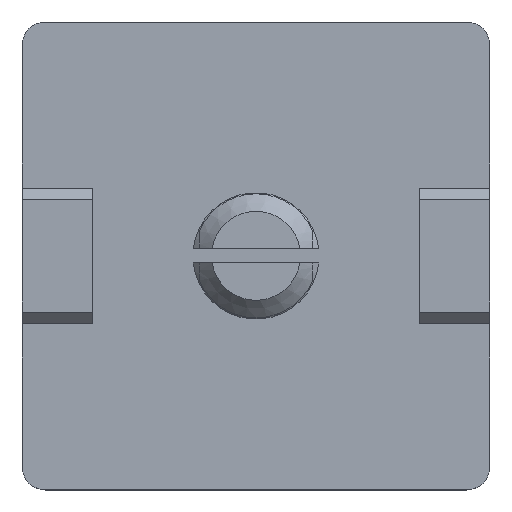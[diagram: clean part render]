
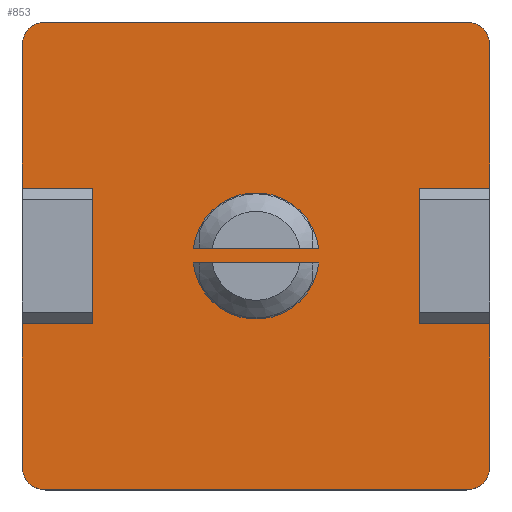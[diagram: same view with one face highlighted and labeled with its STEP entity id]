
A CAD part, top view. The second image highlights one B-rep face of the part: STEP entity #853.
In plain terms, the highlighted planar face has unit normal (0, 0, 1).
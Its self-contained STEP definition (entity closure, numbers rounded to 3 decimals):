
#15=FACE_BOUND('',#142,.T.);
#16=FACE_BOUND('',#143,.T.);
#41=CIRCLE('',#912,1.);
#42=CIRCLE('',#915,1.);
#43=CIRCLE('',#932,1.);
#44=CIRCLE('',#933,1.);
#45=CIRCLE('',#934,2.7);
#46=CIRCLE('',#935,2.7);
#93=FACE_OUTER_BOUND('',#141,.T.);
#141=EDGE_LOOP('',(#701,#702,#703,#704,#705,#706,#707,#708,#709,#710,#711,
#712,#713,#714,#715,#716));
#142=EDGE_LOOP('',(#717,#718));
#143=EDGE_LOOP('',(#719,#720));
#204=LINE('',#1316,#284);
#210=LINE('',#1327,#290);
#213=LINE('',#1335,#293);
#220=LINE('',#1351,#300);
#229=LINE('',#1370,#309);
#232=LINE('',#1375,#312);
#236=LINE('',#1383,#316);
#242=LINE('',#1394,#322);
#243=LINE('',#1396,#323);
#244=LINE('',#1398,#324);
#245=LINE('',#1400,#325);
#247=LINE('',#1407,#327);
#248=LINE('',#1410,#328);
#249=LINE('',#1415,#329);
#284=VECTOR('',#1048,10.);
#290=VECTOR('',#1054,10.);
#293=VECTOR('',#1063,10.);
#300=VECTOR('',#1076,10.);
#309=VECTOR('',#1093,10.);
#312=VECTOR('',#1098,10.);
#316=VECTOR('',#1102,10.);
#322=VECTOR('',#1112,10.);
#323=VECTOR('',#1115,10.);
#324=VECTOR('',#1118,10.);
#325=VECTOR('',#1121,10.);
#327=VECTOR('',#1131,10.);
#328=VECTOR('',#1132,10.);
#329=VECTOR('',#1137,10.);
#373=VERTEX_POINT('',#1307);
#374=VERTEX_POINT('',#1309);
#375=VERTEX_POINT('',#1313);
#376=VERTEX_POINT('',#1315);
#381=VERTEX_POINT('',#1325);
#382=VERTEX_POINT('',#1329);
#383=VERTEX_POINT('',#1333);
#388=VERTEX_POINT('',#1348);
#389=VERTEX_POINT('',#1350);
#394=VERTEX_POINT('',#1367);
#395=VERTEX_POINT('',#1369);
#396=VERTEX_POINT('',#1373);
#399=VERTEX_POINT('',#1380);
#400=VERTEX_POINT('',#1382);
#403=VERTEX_POINT('',#1392);
#404=VERTEX_POINT('',#1405);
#405=VERTEX_POINT('',#1408);
#406=VERTEX_POINT('',#1409);
#407=VERTEX_POINT('',#1412);
#408=VERTEX_POINT('',#1413);
#468=EDGE_CURVE('',#373,#374,#41,.T.);
#471=EDGE_CURVE('',#376,#375,#204,.T.);
#477=EDGE_CURVE('',#373,#381,#210,.T.);
#479=EDGE_CURVE('',#382,#375,#42,.T.);
#481=EDGE_CURVE('',#382,#383,#213,.T.);
#488=EDGE_CURVE('',#389,#388,#220,.T.);
#497=EDGE_CURVE('',#395,#394,#229,.T.);
#500=EDGE_CURVE('',#394,#396,#232,.T.);
#504=EDGE_CURVE('',#400,#399,#236,.T.);
#510=EDGE_CURVE('',#399,#403,#242,.T.);
#511=EDGE_CURVE('',#381,#389,#243,.T.);
#512=EDGE_CURVE('',#388,#376,#244,.T.);
#513=EDGE_CURVE('',#403,#395,#245,.T.);
#515=EDGE_CURVE('',#400,#383,#43,.T.);
#516=EDGE_CURVE('',#404,#396,#44,.T.);
#517=EDGE_CURVE('',#404,#374,#247,.T.);
#518=EDGE_CURVE('',#405,#406,#248,.T.);
#519=EDGE_CURVE('',#406,#405,#45,.T.);
#520=EDGE_CURVE('',#407,#408,#46,.T.);
#521=EDGE_CURVE('',#408,#407,#249,.T.);
#701=ORIENTED_EDGE('',*,*,#512,.T.);
#702=ORIENTED_EDGE('',*,*,#471,.T.);
#703=ORIENTED_EDGE('',*,*,#479,.F.);
#704=ORIENTED_EDGE('',*,*,#481,.T.);
#705=ORIENTED_EDGE('',*,*,#515,.F.);
#706=ORIENTED_EDGE('',*,*,#504,.T.);
#707=ORIENTED_EDGE('',*,*,#510,.T.);
#708=ORIENTED_EDGE('',*,*,#513,.T.);
#709=ORIENTED_EDGE('',*,*,#497,.T.);
#710=ORIENTED_EDGE('',*,*,#500,.T.);
#711=ORIENTED_EDGE('',*,*,#516,.F.);
#712=ORIENTED_EDGE('',*,*,#517,.T.);
#713=ORIENTED_EDGE('',*,*,#468,.F.);
#714=ORIENTED_EDGE('',*,*,#477,.T.);
#715=ORIENTED_EDGE('',*,*,#511,.T.);
#716=ORIENTED_EDGE('',*,*,#488,.T.);
#717=ORIENTED_EDGE('',*,*,#518,.F.);
#718=ORIENTED_EDGE('',*,*,#519,.F.);
#719=ORIENTED_EDGE('',*,*,#520,.F.);
#720=ORIENTED_EDGE('',*,*,#521,.F.);
#813=PLANE('',#931);
#853=ADVANCED_FACE('',(#93,#15,#16),#813,.T.);
#912=AXIS2_PLACEMENT_3D('',#1310,#1042,#1043);
#915=AXIS2_PLACEMENT_3D('',#1331,#1058,#1059);
#931=AXIS2_PLACEMENT_3D('',#1403,#1125,#1126);
#932=AXIS2_PLACEMENT_3D('',#1404,#1127,#1128);
#933=AXIS2_PLACEMENT_3D('',#1406,#1129,#1130);
#934=AXIS2_PLACEMENT_3D('',#1411,#1133,#1134);
#935=AXIS2_PLACEMENT_3D('',#1414,#1135,#1136);
#1042=DIRECTION('center_axis',(0.,0.,-1.));
#1043=DIRECTION('ref_axis',(0.707,-0.707,0.));
#1048=DIRECTION('',(0.,1.,0.));
#1054=DIRECTION('',(0.,1.,0.));
#1058=DIRECTION('center_axis',(0.,0.,-1.));
#1059=DIRECTION('ref_axis',(0.707,0.707,0.));
#1063=DIRECTION('',(-1.,0.,0.));
#1076=DIRECTION('',(0.,1.,0.));
#1093=DIRECTION('',(-1.,0.,0.));
#1098=DIRECTION('',(0.,-1.,0.));
#1102=DIRECTION('',(0.,-1.,0.));
#1112=DIRECTION('',(1.,0.,0.));
#1115=DIRECTION('',(-1.,0.,0.));
#1118=DIRECTION('',(1.,0.,0.));
#1121=DIRECTION('',(0.,-1.,0.));
#1125=DIRECTION('center_axis',(0.,0.,1.));
#1126=DIRECTION('ref_axis',(1.,0.,0.));
#1127=DIRECTION('center_axis',(0.,0.,-1.));
#1128=DIRECTION('ref_axis',(-0.707,0.707,0.));
#1129=DIRECTION('center_axis',(0.,0.,-1.));
#1130=DIRECTION('ref_axis',(-0.707,-0.707,0.));
#1131=DIRECTION('',(1.,0.,0.));
#1132=DIRECTION('',(1.,0.,0.));
#1133=DIRECTION('center_axis',(0.,0.,1.));
#1134=DIRECTION('ref_axis',(-1.,0.,0.));
#1135=DIRECTION('center_axis',(0.,0.,1.));
#1136=DIRECTION('ref_axis',(-1.,0.,0.));
#1137=DIRECTION('',(-1.,0.,0.));
#1307=CARTESIAN_POINT('',(10.,-9.,2.));
#1309=CARTESIAN_POINT('',(9.,-10.,2.));
#1310=CARTESIAN_POINT('Origin',(9.,-9.,2.));
#1313=CARTESIAN_POINT('',(10.,9.,2.));
#1315=CARTESIAN_POINT('',(10.,2.9,2.));
#1316=CARTESIAN_POINT('',(10.,-10.,2.));
#1325=CARTESIAN_POINT('',(10.,-2.9,2.));
#1327=CARTESIAN_POINT('',(10.,-10.,2.));
#1329=CARTESIAN_POINT('',(9.,10.,2.));
#1331=CARTESIAN_POINT('Origin',(9.,9.,2.));
#1333=CARTESIAN_POINT('',(-9.,10.,2.));
#1335=CARTESIAN_POINT('',(10.,10.,2.));
#1348=CARTESIAN_POINT('',(7.,2.9,2.));
#1350=CARTESIAN_POINT('',(7.,-2.9,2.));
#1351=CARTESIAN_POINT('',(7.,1.45,2.));
#1367=CARTESIAN_POINT('',(-10.,-2.9,2.));
#1369=CARTESIAN_POINT('',(-7.,-2.9,2.));
#1370=CARTESIAN_POINT('',(-5.,-2.9,2.));
#1373=CARTESIAN_POINT('',(-10.,-9.,2.));
#1375=CARTESIAN_POINT('',(-10.,10.,2.));
#1380=CARTESIAN_POINT('',(-10.,2.9,2.));
#1382=CARTESIAN_POINT('',(-10.,9.,2.));
#1383=CARTESIAN_POINT('',(-10.,10.,2.));
#1392=CARTESIAN_POINT('',(-7.,2.9,2.));
#1394=CARTESIAN_POINT('',(-3.5,2.9,2.));
#1396=CARTESIAN_POINT('',(3.5,-2.9,2.));
#1398=CARTESIAN_POINT('',(5.,2.9,2.));
#1400=CARTESIAN_POINT('',(-7.,-1.45,2.));
#1403=CARTESIAN_POINT('Origin',(0.,0.,2.));
#1404=CARTESIAN_POINT('Origin',(-9.,9.,2.));
#1405=CARTESIAN_POINT('',(-9.,-10.,2.));
#1406=CARTESIAN_POINT('Origin',(-9.,-9.,2.));
#1407=CARTESIAN_POINT('',(-10.,-10.,2.));
#1408=CARTESIAN_POINT('',(-2.683,0.3,2.));
#1409=CARTESIAN_POINT('',(2.683,0.3,2.));
#1410=CARTESIAN_POINT('',(-1.5,0.3,2.));
#1411=CARTESIAN_POINT('Origin',(0.,0.,2.));
#1412=CARTESIAN_POINT('',(-2.683,-0.3,2.));
#1413=CARTESIAN_POINT('',(2.683,-0.3,2.));
#1414=CARTESIAN_POINT('Origin',(0.,0.,2.));
#1415=CARTESIAN_POINT('',(1.5,-0.3,2.));
